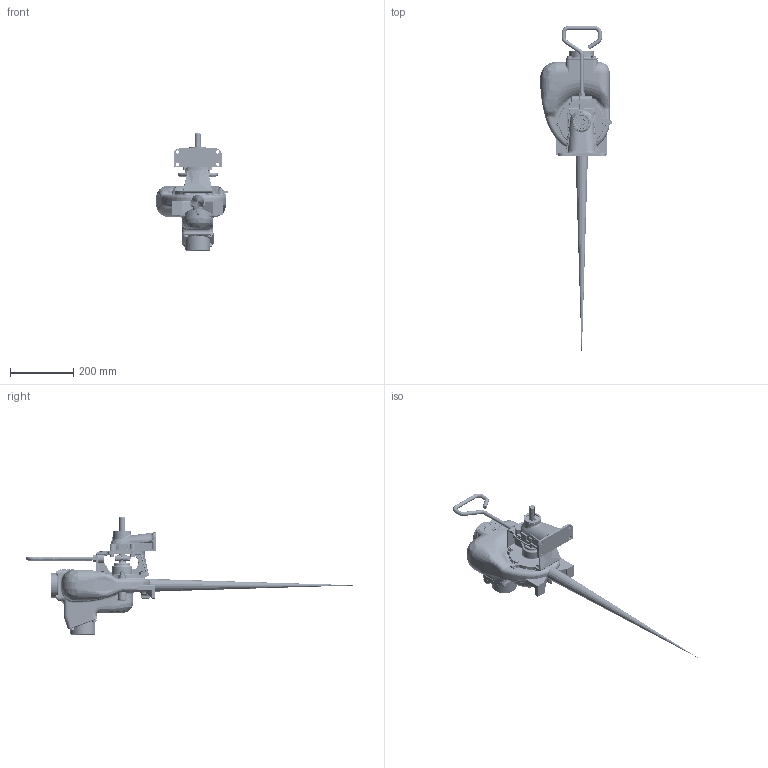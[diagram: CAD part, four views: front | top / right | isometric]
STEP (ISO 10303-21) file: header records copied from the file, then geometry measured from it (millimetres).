
FILE_DESCRIPTION(/* description */ ('2" SS PUMP W/ BEARING PEDESTAL'),/* implementation_level */ '2;1');
FILE_NAME(/* name */ '200PB-SS.stp',/* time_stamp */ '2020-05-19T13:38:48-04:00',/* author */ ('MJC'),/* organization */ (''),/* preprocessor_version */ 'ST-DEVELOPER v17.2',/* originating_system */ 'Autodesk Inventor 2019',/* authorisation */ '');
FILE_SCHEMA (('AUTOMOTIVE_DESIGN { 1 0 10303 214 3 1 1 }'));
Products named in the file (41): 200PB-SS; 200XPOSS; 200XPOSSL; 17026SS; 17026SSX; 17000SS; 17002SS; 17014; 17017; 17017X; 17021; 17020; 18016; V07019; V07018; 17019; 17011SS; 17130SS; 17042; UV15163V; 12777SS; 15022; 17009B; 17010; 17004SS; 17006; 17008SS; 17135SS; 17123; 17023A; 17023B; 17029; V10119; 17018; 12882A; 12882R; 12883R; 12883B; 12884; 17040 ...
Assembly tree (85 placements, depth 6):
  200PB-SS
    200XPOSS
      200XPOSSL
        17026SS
          17026SSX
          17000SS
          17002SS
          17014
          17017
            17017X
            17021
            17020
            18016
            V07019
            V07018
          17019  x8
          V10118  x8
          17011SS
          17130SS  x2
          17042  x6
          UV15163V
          12777SS
        15022
        17009B
        17010
        17018
        17004SS
        17006
        17008SS
        V10118  x6
        V10119  x6
      17135SS
      17123
        17023A
        17023B
        17029  x2
        V10118  x2
        V10119  x2
      17018
    12882A
      12882R
      12883R
      12883B  x2
      12884
    17040  x4
    V10118  x4
Bounding box: 226.64 x 1050.29 x 370.32 mm (x, y, z)
Volume: 2786672.3 mm3; surface area: 1116878.2 mm2
Topology: 78 solids, 211 shells, 7243 faces, 17425 edges, 10341 vertices
Faces by surface type: cylinder 2569, cone 1712, plane 1309, bspline 1145, torus 362, sphere 146
Full cylindrical faces by diameter (mm): 4.762 x3, 6.259 x132, 6.401 x16, 6.782 x5, 6.858 x2, 7.144 x1, 7.938 x16, 8.89 x4, 9.128 x12, 9.525 x10, 9.906 x1, 10.319 x4, 10.373 x21, 10.592 x1, 12.7 x7, 13.716 x10, 14.351 x2, 19.05 x2, 19.152 x1, 20.002 x2, 25.4 x5, 25.527 x1, 26.987 x1, 28.448 x1, 28.575 x2, 28.702 x1, 31.75 x1, 33.071 x2, 33.337 x2, 34.131 x1
Entity records: 205348 total; most frequent: CARTESIAN_POINT 100768, ORIENTED_EDGE 22561, DIRECTION 19374, EDGE_CURVE 11375, AXIS2_PLACEMENT_3D 7431, VERTEX_POINT 7043, EDGE_LOOP 4896, FACE_OUTER_BOUND 4595
